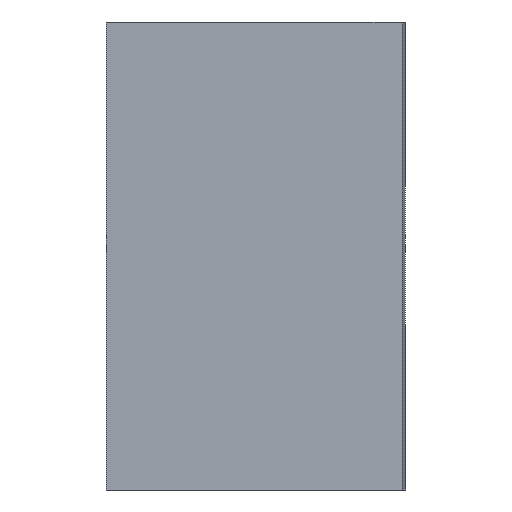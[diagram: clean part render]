
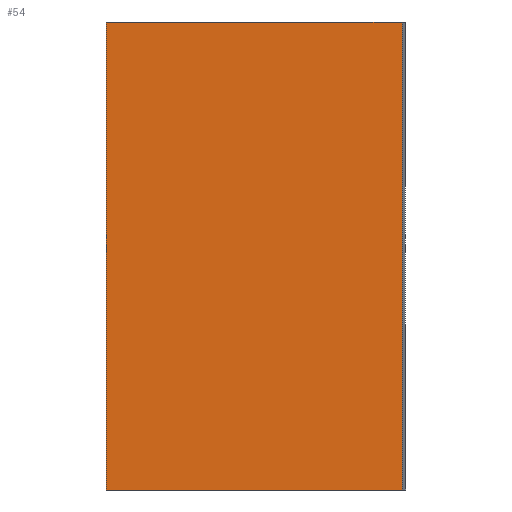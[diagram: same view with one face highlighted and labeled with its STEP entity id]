
A CAD part, left-side view. The second image highlights one B-rep face of the part: STEP entity #54.
In plain terms, the highlighted planar face has unit normal (-1, 0, 0).
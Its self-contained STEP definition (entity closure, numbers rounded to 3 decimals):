
#54 = ADVANCED_FACE( '', ( #108 ), #109, .F. );
#108 = FACE_OUTER_BOUND( '', #158, .T. );
#109 = PLANE( '', #159 );
#158 = EDGE_LOOP( '', ( #256, #257, #258, #259 ) );
#159 = AXIS2_PLACEMENT_3D( '', #260, #261, #262 );
#256 = ORIENTED_EDGE( '', *, *, #343, .T. );
#257 = ORIENTED_EDGE( '', *, *, #314, .F. );
#258 = ORIENTED_EDGE( '', *, *, #354, .F. );
#259 = ORIENTED_EDGE( '', *, *, #330, .T. );
#260 = CARTESIAN_POINT( '', ( 0., 0., 12.5 ) );
#261 = DIRECTION( '', ( 1., 0., 0. ) );
#262 = DIRECTION( '', ( 0., 0., -1. ) );
#314 = EDGE_CURVE( '', #369, #364, #371, .T. );
#330 = EDGE_CURVE( '', #400, #398, #401, .T. );
#343 = EDGE_CURVE( '', #398, #364, #419, .T. );
#354 = EDGE_CURVE( '', #400, #369, #433, .T. );
#364 = VERTEX_POINT( '', #443 );
#369 = VERTEX_POINT( '', #449 );
#371 = LINE( '', #451, #452 );
#398 = VERTEX_POINT( '', #489 );
#400 = VERTEX_POINT( '', #492 );
#401 = LINE( '', #493, #494 );
#419 = LINE( '', #537, #538 );
#433 = LINE( '', #558, #559 );
#443 = CARTESIAN_POINT( '', ( 0., -15.803, -12.5 ) );
#449 = CARTESIAN_POINT( '', ( 0., -15.803, 12.5 ) );
#451 = CARTESIAN_POINT( '', ( 0., -15.803, 12.5 ) );
#452 = VECTOR( '', #577, 1000. );
#489 = CARTESIAN_POINT( '', ( 0., 0., -12.5 ) );
#492 = CARTESIAN_POINT( '', ( 0., 0., 12.5 ) );
#493 = CARTESIAN_POINT( '', ( 0., 0., 12.5 ) );
#494 = VECTOR( '', #595, 1000. );
#537 = CARTESIAN_POINT( '', ( 0., 0., -12.5 ) );
#538 = VECTOR( '', #610, 1000. );
#558 = CARTESIAN_POINT( '', ( 0., 0., 12.5 ) );
#559 = VECTOR( '', #620, 1000. );
#577 = DIRECTION( '', ( 0., 0., -1. ) );
#595 = DIRECTION( '', ( 0., 0., -1. ) );
#610 = DIRECTION( '', ( 0., -1., 0. ) );
#620 = DIRECTION( '', ( 0., -1., 0. ) );
